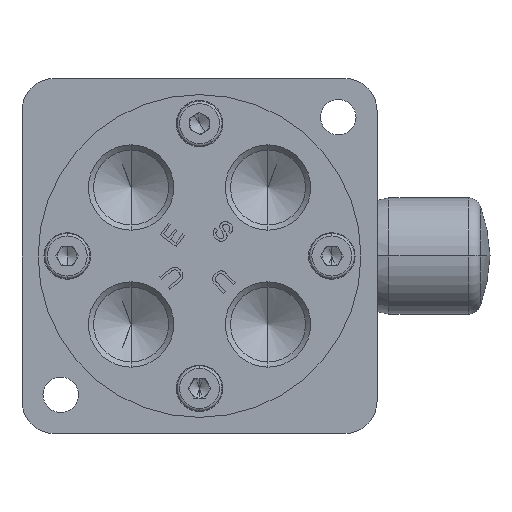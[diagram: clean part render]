
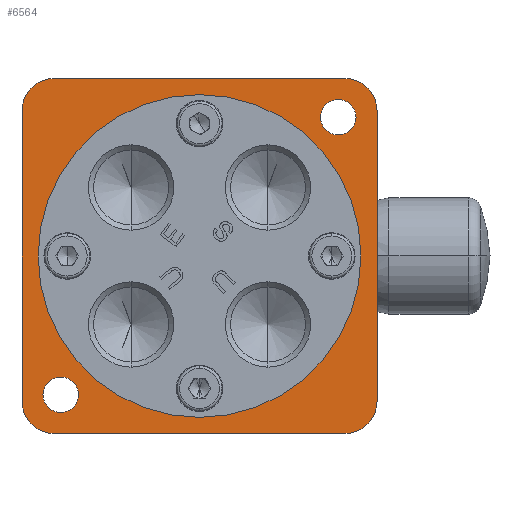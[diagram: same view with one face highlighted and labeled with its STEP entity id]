
A CAD part, front view. The second image highlights one B-rep face of the part: STEP entity #6564.
In plain terms, the highlighted planar face has unit normal (0, -1, 0).
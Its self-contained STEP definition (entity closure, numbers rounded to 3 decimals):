
#561 = DIRECTION ( 'NONE',  ( 0., -1., 0. ) ) ;
#709 = DIRECTION ( 'NONE',  ( 0., 0., 1. ) ) ;
#881 = ORIENTED_EDGE ( 'NONE', *, *, #4389, .F. ) ;
#955 = DIRECTION ( 'NONE',  ( 0., -1., 0. ) ) ;
#977 = DIRECTION ( 'NONE',  ( 0., 0., -1. ) ) ;
#1015 = VERTEX_POINT ( 'NONE', #3774 ) ;
#1146 = CARTESIAN_POINT ( 'NONE',  ( 48.939, 41.543, 74.222 ) ) ;
#1539 = VERTEX_POINT ( 'NONE', #7149 ) ;
#1661 = AXIS2_PLACEMENT_3D ( 'NONE', #5819, #8570, #3409 ) ;
#1868 = CARTESIAN_POINT ( 'NONE',  ( -0.061, 41.543, 77.972 ) ) ;
#2152 = DIRECTION ( 'NONE',  ( 0., -1., 0. ) ) ;
#2265 = EDGE_CURVE ( 'NONE', #20813, #1539, #12365, .T. ) ;
#3220 = VERTEX_POINT ( 'NONE', #18723 ) ;
#3409 = DIRECTION ( 'NONE',  ( 0., 0., 1. ) ) ;
#3479 = CARTESIAN_POINT ( 'NONE',  ( -0.061, 41.543, 27.972 ) ) ;
#3637 = VECTOR ( 'NONE', #23313, 1000. ) ;
#3751 = DIRECTION ( 'NONE',  ( -1., 0., 0. ) ) ;
#3774 = CARTESIAN_POINT ( 'NONE',  ( 48.939, 41.543, 79.722 ) ) ;
#3784 = VERTEX_POINT ( 'NONE', #16429 ) ;
#3786 = AXIS2_PLACEMENT_3D ( 'NONE', #22789, #2152, #12252 ) ;
#4389 = EDGE_CURVE ( 'NONE', #14668, #7515, #28376, .T. ) ;
#4980 = EDGE_CURVE ( 'NONE', #14173, #3784, #12007, .T. ) ;
#5131 = AXIS2_PLACEMENT_3D ( 'NONE', #31544, #21117, #26619 ) ;
#5603 = ORIENTED_EDGE ( 'NONE', *, *, #20839, .T. ) ;
#5819 = CARTESIAN_POINT ( 'NONE',  ( 49.939, 41.543, 32.972 ) ) ;
#5827 = DIRECTION ( 'NONE',  ( 0., 0., 1. ) ) ;
#6116 = LINE ( 'NONE', #24798, #16447 ) ;
#6267 = CARTESIAN_POINT ( 'NONE',  ( 54.939, 41.543, 82.972 ) ) ;
#6334 = EDGE_LOOP ( 'NONE', ( #13743, #31707 ) ) ;
#6400 = DIRECTION ( 'NONE',  ( 0., -1., 0. ) ) ;
#6564 = ADVANCED_FACE ( 'NONE', ( #28366, #13107, #27141, #29600 ), #27134, .T. ) ;
#6781 = VERTEX_POINT ( 'NONE', #34127 ) ;
#6909 = ORIENTED_EDGE ( 'NONE', *, *, #32355, .T. ) ;
#7149 = CARTESIAN_POINT ( 'NONE',  ( -0.061, 41.543, 32.972 ) ) ;
#7456 = CIRCLE ( 'NONE', #22061, 2.75 ) ;
#7515 = VERTEX_POINT ( 'NONE', #23861 ) ;
#7675 = ORIENTED_EDGE ( 'NONE', *, *, #8261, .T. ) ;
#7747 = EDGE_CURVE ( 'NONE', #30692, #25825, #22163, .T. ) ;
#8261 = EDGE_CURVE ( 'NONE', #3220, #27611, #19210, .T. ) ;
#8570 = DIRECTION ( 'NONE',  ( 0., -1., 0. ) ) ;
#8800 = CIRCLE ( 'NONE', #31199, 2.75 ) ;
#8964 = AXIS2_PLACEMENT_3D ( 'NONE', #32316, #11324, #18773 ) ;
#9291 = CARTESIAN_POINT ( 'NONE',  ( 48.939, 41.543, 76.972 ) ) ;
#9565 = EDGE_CURVE ( 'NONE', #14475, #1015, #8800, .T. ) ;
#9809 = CIRCLE ( 'NONE', #8964, 5. ) ;
#11236 = DIRECTION ( 'NONE',  ( 0., -1., 0. ) ) ;
#11324 = DIRECTION ( 'NONE',  ( 0., -1., 0. ) ) ;
#12007 = CIRCLE ( 'NONE', #20170, 5. ) ;
#12165 = CARTESIAN_POINT ( 'NONE',  ( 48.939, 41.543, 76.972 ) ) ;
#12252 = DIRECTION ( 'NONE',  ( 0., 0., 1. ) ) ;
#12365 = LINE ( 'NONE', #3479, #15720 ) ;
#12420 = CIRCLE ( 'NONE', #33360, 2.75 ) ;
#12735 = CARTESIAN_POINT ( 'NONE',  ( 5.939, 41.543, 36.722 ) ) ;
#13107 = FACE_BOUND ( 'NONE', #6334, .T. ) ;
#13219 = LINE ( 'NONE', #6267, #19454 ) ;
#13743 = ORIENTED_EDGE ( 'NONE', *, *, #14456, .F. ) ;
#13818 = DIRECTION ( 'NONE',  ( 0., -1., 0. ) ) ;
#14173 = VERTEX_POINT ( 'NONE', #23287 ) ;
#14372 = DIRECTION ( 'NONE',  ( 0., 0., 1. ) ) ;
#14413 = EDGE_LOOP ( 'NONE', ( #15265, #33778 ) ) ;
#14456 = EDGE_CURVE ( 'NONE', #25825, #30692, #12420, .T. ) ;
#14475 = VERTEX_POINT ( 'NONE', #1146 ) ;
#14668 = VERTEX_POINT ( 'NONE', #31136 ) ;
#15265 = ORIENTED_EDGE ( 'NONE', *, *, #9565, .F. ) ;
#15720 = VECTOR ( 'NONE', #977, 1000. ) ;
#15800 = CARTESIAN_POINT ( 'NONE',  ( 4.939, 41.543, 82.972 ) ) ;
#16429 = CARTESIAN_POINT ( 'NONE',  ( 49.939, 41.543, 82.972 ) ) ;
#16447 = VECTOR ( 'NONE', #19762, 1000. ) ;
#16694 = DIRECTION ( 'NONE',  ( 0., 0., 1. ) ) ;
#18680 = EDGE_LOOP ( 'NONE', ( #5603, #33023, #21553, #28330, #28694, #32057, #6909, #7675 ) ) ;
#18723 = CARTESIAN_POINT ( 'NONE',  ( 49.939, 41.543, 27.972 ) ) ;
#18773 = DIRECTION ( 'NONE',  ( 0., 0., 1. ) ) ;
#18995 = CARTESIAN_POINT ( 'NONE',  ( 49.939, 41.543, 77.972 ) ) ;
#19031 = CARTESIAN_POINT ( 'NONE',  ( 5.939, 41.543, 33.972 ) ) ;
#19113 = EDGE_LOOP ( 'NONE', ( #881, #31606 ) ) ;
#19155 = EDGE_CURVE ( 'NONE', #1015, #14475, #7456, .T. ) ;
#19210 = CIRCLE ( 'NONE', #1661, 5. ) ;
#19259 = CARTESIAN_POINT ( 'NONE',  ( 27.439, 41.543, 55.472 ) ) ;
#19426 = EDGE_CURVE ( 'NONE', #3784, #28082, #13219, .T. ) ;
#19454 = VECTOR ( 'NONE', #3751, 1000. ) ;
#19578 = AXIS2_PLACEMENT_3D ( 'NONE', #19031, #13818, #709 ) ;
#19762 = DIRECTION ( 'NONE',  ( 1., 0., 0. ) ) ;
#20170 = AXIS2_PLACEMENT_3D ( 'NONE', #18995, #11236, #5827 ) ;
#20383 = AXIS2_PLACEMENT_3D ( 'NONE', #19259, #955, #29581 ) ;
#20813 = VERTEX_POINT ( 'NONE', #1868 ) ;
#20839 = EDGE_CURVE ( 'NONE', #27611, #14173, #28368, .T. ) ;
#21117 = DIRECTION ( 'NONE',  ( 0., -1., 0. ) ) ;
#21553 = ORIENTED_EDGE ( 'NONE', *, *, #19426, .T. ) ;
#21790 = CARTESIAN_POINT ( 'NONE',  ( 5.939, 41.543, 33.972 ) ) ;
#22061 = AXIS2_PLACEMENT_3D ( 'NONE', #12165, #30698, #25679 ) ;
#22163 = CIRCLE ( 'NONE', #19578, 2.75 ) ;
#22740 = EDGE_CURVE ( 'NONE', #28082, #20813, #31173, .T. ) ;
#22789 = CARTESIAN_POINT ( 'NONE',  ( 4.939, 41.543, 77.972 ) ) ;
#23287 = CARTESIAN_POINT ( 'NONE',  ( 54.939, 41.543, 77.972 ) ) ;
#23313 = DIRECTION ( 'NONE',  ( 0., 0., 1. ) ) ;
#23861 = CARTESIAN_POINT ( 'NONE',  ( 27.439, 41.543, 30.472 ) ) ;
#24228 = EDGE_CURVE ( 'NONE', #7515, #14668, #33987, .T. ) ;
#24384 = AXIS2_PLACEMENT_3D ( 'NONE', #29426, #561, #16694 ) ;
#24798 = CARTESIAN_POINT ( 'NONE',  ( 54.939, 41.543, 27.972 ) ) ;
#25679 = DIRECTION ( 'NONE',  ( 0., 0., 1. ) ) ;
#25825 = VERTEX_POINT ( 'NONE', #29249 ) ;
#26619 = DIRECTION ( 'NONE',  ( 0., 0., 1. ) ) ;
#27134 = PLANE ( 'NONE',  #24384 ) ;
#27141 = FACE_OUTER_BOUND ( 'NONE', #18680, .T. ) ;
#27611 = VERTEX_POINT ( 'NONE', #33342 ) ;
#28082 = VERTEX_POINT ( 'NONE', #15800 ) ;
#28330 = ORIENTED_EDGE ( 'NONE', *, *, #22740, .T. ) ;
#28366 = FACE_BOUND ( 'NONE', #14413, .T. ) ;
#28368 = LINE ( 'NONE', #33546, #3637 ) ;
#28376 = CIRCLE ( 'NONE', #20383, 25. ) ;
#28694 = ORIENTED_EDGE ( 'NONE', *, *, #2265, .T. ) ;
#29249 = CARTESIAN_POINT ( 'NONE',  ( 5.939, 41.543, 31.222 ) ) ;
#29426 = CARTESIAN_POINT ( 'NONE',  ( 27.439, 41.543, 55.472 ) ) ;
#29581 = DIRECTION ( 'NONE',  ( 0., 0., 1. ) ) ;
#29600 = FACE_BOUND ( 'NONE', #19113, .T. ) ;
#30370 = DIRECTION ( 'NONE',  ( 0., -1., 0. ) ) ;
#30692 = VERTEX_POINT ( 'NONE', #12735 ) ;
#30698 = DIRECTION ( 'NONE',  ( 0., -1., 0. ) ) ;
#31052 = DIRECTION ( 'NONE',  ( 0., 0., 1. ) ) ;
#31136 = CARTESIAN_POINT ( 'NONE',  ( 27.439, 41.543, 80.472 ) ) ;
#31173 = CIRCLE ( 'NONE', #3786, 5. ) ;
#31199 = AXIS2_PLACEMENT_3D ( 'NONE', #9291, #30370, #31052 ) ;
#31544 = CARTESIAN_POINT ( 'NONE',  ( 27.439, 41.543, 55.472 ) ) ;
#31606 = ORIENTED_EDGE ( 'NONE', *, *, #24228, .F. ) ;
#31707 = ORIENTED_EDGE ( 'NONE', *, *, #7747, .F. ) ;
#32057 = ORIENTED_EDGE ( 'NONE', *, *, #34054, .T. ) ;
#32316 = CARTESIAN_POINT ( 'NONE',  ( 4.939, 41.543, 32.972 ) ) ;
#32355 = EDGE_CURVE ( 'NONE', #6781, #3220, #6116, .T. ) ;
#33023 = ORIENTED_EDGE ( 'NONE', *, *, #4980, .T. ) ;
#33342 = CARTESIAN_POINT ( 'NONE',  ( 54.939, 41.543, 32.972 ) ) ;
#33360 = AXIS2_PLACEMENT_3D ( 'NONE', #21790, #6400, #14372 ) ;
#33546 = CARTESIAN_POINT ( 'NONE',  ( 54.939, 41.543, 27.972 ) ) ;
#33778 = ORIENTED_EDGE ( 'NONE', *, *, #19155, .F. ) ;
#33987 = CIRCLE ( 'NONE', #5131, 25. ) ;
#34054 = EDGE_CURVE ( 'NONE', #1539, #6781, #9809, .T. ) ;
#34127 = CARTESIAN_POINT ( 'NONE',  ( 4.939, 41.543, 27.972 ) ) ;
